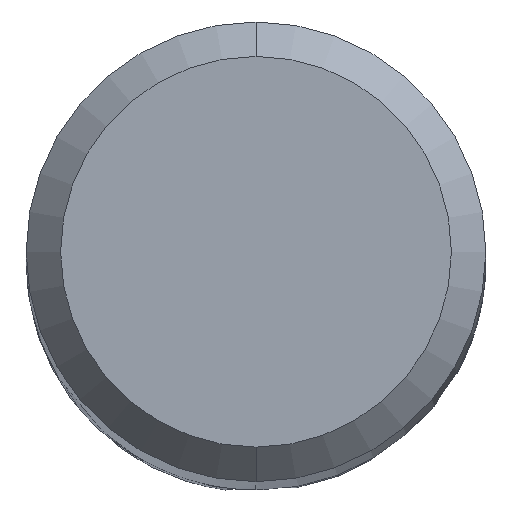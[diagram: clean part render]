
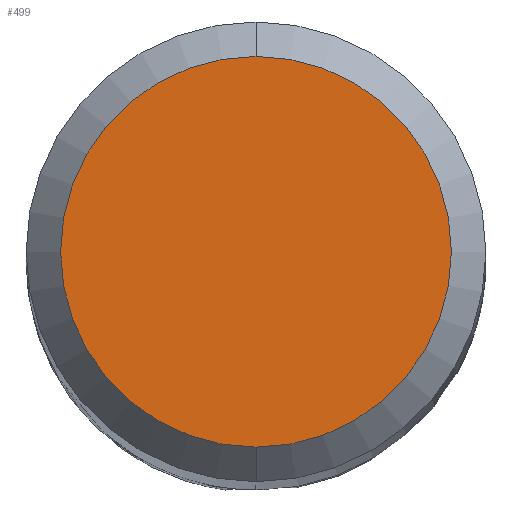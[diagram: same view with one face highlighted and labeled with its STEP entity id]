
A CAD part, top view. The second image highlights one B-rep face of the part: STEP entity #499.
In plain terms, the highlighted planar face has unit normal (0, 0, 1).
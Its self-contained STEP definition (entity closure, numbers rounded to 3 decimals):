
#499=ADVANCED_FACE('',(#1056),#1057,.T.);
#553=VERTEX_POINT('',#1117);
#563=EDGE_CURVE('',#707,#553,#1129,.T.);
#615=EDGE_CURVE('',#553,#707,#1183,.T.);
#707=VERTEX_POINT('',#1286);
#1056=FACE_OUTER_BOUND('',#2262,.T.);
#1057=PLANE('',#2263);
#1117=CARTESIAN_POINT('',(0.,-1.7,0.0));
#1129=CIRCLE('',#2385,1.7);
#1183=CIRCLE('',#2563,1.7);
#1286=CARTESIAN_POINT('',(0.0,1.7,0.0));
#2262=EDGE_LOOP('',(#3917,#3918));
#2263=AXIS2_PLACEMENT_3D('',#3919,#3920,#3921);
#2385=AXIS2_PLACEMENT_3D('',#4024,#4025,#4026);
#2563=AXIS2_PLACEMENT_3D('',#4055,#4056,#4057);
#3917=ORIENTED_EDGE('',*,*,#563,.F.);
#3918=ORIENTED_EDGE('',*,*,#615,.F.);
#3919=CARTESIAN_POINT('',(0.0,0.85,0.0));
#3920=DIRECTION('',(-0.0,0.0,1.0));
#3921=DIRECTION('',(0.0,-1.0,0.0));
#4024=CARTESIAN_POINT('',(0.0,0.0,0.0));
#4025=DIRECTION('',(0.0,0.0,-1.0));
#4026=DIRECTION('',(0.0,1.0,0.0));
#4055=CARTESIAN_POINT('',(0.0,0.0,0.0));
#4056=DIRECTION('',(0.0,0.0,-1.0));
#4057=DIRECTION('',(0.0,1.0,0.0));
